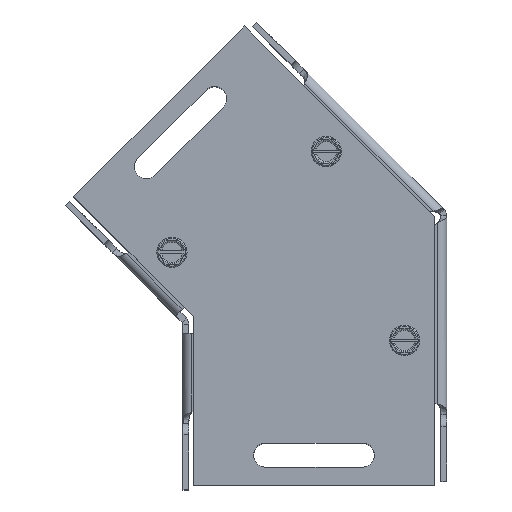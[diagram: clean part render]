
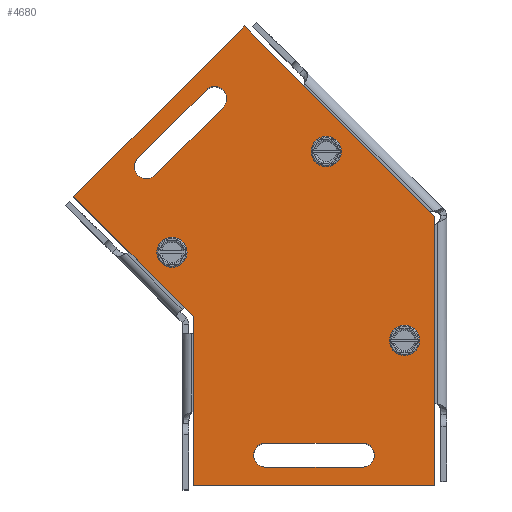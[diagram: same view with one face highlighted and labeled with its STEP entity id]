
A CAD part, top view. The second image highlights one B-rep face of the part: STEP entity #4680.
In plain terms, the highlighted planar face has unit normal (0, 0, 1).
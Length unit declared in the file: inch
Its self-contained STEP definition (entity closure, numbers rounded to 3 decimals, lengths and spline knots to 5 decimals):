
#177=FACE_BOUND('',#703,.T.);
#178=FACE_BOUND('',#704,.T.);
#179=FACE_BOUND('',#705,.T.);
#180=FACE_BOUND('',#706,.T.);
#181=FACE_BOUND('',#707,.T.);
#254=PLANE('',#4975);
#418=FACE_OUTER_BOUND('',#702,.T.);
#702=EDGE_LOOP('',(#3179,#3180,#3181,#3182,#3183,#3184));
#703=EDGE_LOOP('',(#3185,#3186,#3187,#3188));
#704=EDGE_LOOP('',(#3189,#3190,#3191,#3192));
#705=EDGE_LOOP('',(#3193));
#706=EDGE_LOOP('',(#3194));
#707=EDGE_LOOP('',(#3195));
#1028=LINE('',#6711,#1450);
#1032=LINE('',#6722,#1454);
#1036=LINE('',#6735,#1458);
#1040=LINE('',#6746,#1462);
#1042=LINE('',#6766,#1464);
#1046=LINE('',#6774,#1468);
#1049=LINE('',#6780,#1471);
#1052=LINE('',#6786,#1474);
#1055=LINE('',#6792,#1477);
#1058=LINE('',#6797,#1480);
#1450=VECTOR('',#5399,1.);
#1454=VECTOR('',#5411,1.);
#1458=VECTOR('',#5423,1.);
#1462=VECTOR('',#5435,1.);
#1464=VECTOR('',#5457,1.75);
#1468=VECTOR('',#5463,1.75);
#1471=VECTOR('',#5468,2.5);
#1474=VECTOR('',#5473,2.78553);
#1477=VECTOR('',#5478,2.78553);
#1480=VECTOR('',#5483,2.5);
#1870=CIRCLE('',#4944,0.125);
#1872=CIRCLE('',#4948,0.125);
#1874=CIRCLE('',#4952,0.125);
#1876=CIRCLE('',#4956,0.125);
#1878=CIRCLE('',#4960,0.125);
#1880=CIRCLE('',#4963,0.125);
#1882=CIRCLE('',#4966,0.125);
#2036=VERTEX_POINT('',#6701);
#2037=VERTEX_POINT('',#6702);
#2040=VERTEX_POINT('',#6710);
#2042=VERTEX_POINT('',#6716);
#2044=VERTEX_POINT('',#6725);
#2045=VERTEX_POINT('',#6726);
#2048=VERTEX_POINT('',#6734);
#2050=VERTEX_POINT('',#6740);
#2052=VERTEX_POINT('',#6749);
#2054=VERTEX_POINT('',#6754);
#2056=VERTEX_POINT('',#6759);
#2058=VERTEX_POINT('',#6764);
#2059=VERTEX_POINT('',#6765);
#2062=VERTEX_POINT('',#6773);
#2064=VERTEX_POINT('',#6779);
#2066=VERTEX_POINT('',#6785);
#2068=VERTEX_POINT('',#6791);
#2456=EDGE_CURVE('',#2036,#2037,#1870,.T.);
#2460=EDGE_CURVE('',#2040,#2036,#1028,.T.);
#2463=EDGE_CURVE('',#2042,#2040,#1872,.T.);
#2466=EDGE_CURVE('',#2037,#2042,#1032,.T.);
#2468=EDGE_CURVE('',#2044,#2045,#1874,.T.);
#2472=EDGE_CURVE('',#2048,#2044,#1036,.T.);
#2475=EDGE_CURVE('',#2050,#2048,#1876,.T.);
#2478=EDGE_CURVE('',#2045,#2050,#1040,.T.);
#2480=EDGE_CURVE('',#2052,#2052,#1878,.T.);
#2482=EDGE_CURVE('',#2054,#2054,#1880,.T.);
#2484=EDGE_CURVE('',#2056,#2056,#1882,.T.);
#2486=EDGE_CURVE('',#2058,#2059,#1042,.T.);
#2490=EDGE_CURVE('',#2059,#2062,#1046,.T.);
#2493=EDGE_CURVE('',#2062,#2064,#1049,.T.);
#2496=EDGE_CURVE('',#2064,#2066,#1052,.T.);
#2499=EDGE_CURVE('',#2066,#2068,#1055,.T.);
#2502=EDGE_CURVE('',#2068,#2058,#1058,.T.);
#3179=ORIENTED_EDGE('',*,*,#2486,.F.);
#3180=ORIENTED_EDGE('',*,*,#2502,.F.);
#3181=ORIENTED_EDGE('',*,*,#2499,.F.);
#3182=ORIENTED_EDGE('',*,*,#2496,.F.);
#3183=ORIENTED_EDGE('',*,*,#2493,.F.);
#3184=ORIENTED_EDGE('',*,*,#2490,.F.);
#3185=ORIENTED_EDGE('',*,*,#2456,.T.);
#3186=ORIENTED_EDGE('',*,*,#2466,.T.);
#3187=ORIENTED_EDGE('',*,*,#2463,.T.);
#3188=ORIENTED_EDGE('',*,*,#2460,.T.);
#3189=ORIENTED_EDGE('',*,*,#2468,.T.);
#3190=ORIENTED_EDGE('',*,*,#2478,.T.);
#3191=ORIENTED_EDGE('',*,*,#2475,.T.);
#3192=ORIENTED_EDGE('',*,*,#2472,.T.);
#3193=ORIENTED_EDGE('',*,*,#2480,.T.);
#3194=ORIENTED_EDGE('',*,*,#2482,.T.);
#3195=ORIENTED_EDGE('',*,*,#2484,.T.);
#4680=ADVANCED_FACE('',(#418,#177,#178,#179,#180,#181),#254,.T.);
#4944=AXIS2_PLACEMENT_3D('',#6703,#5391,#5392);
#4948=AXIS2_PLACEMENT_3D('',#6717,#5404,#5405);
#4952=AXIS2_PLACEMENT_3D('',#6727,#5415,#5416);
#4956=AXIS2_PLACEMENT_3D('',#6741,#5428,#5429);
#4960=AXIS2_PLACEMENT_3D('',#6750,#5439,#5440);
#4963=AXIS2_PLACEMENT_3D('',#6755,#5445,#5446);
#4966=AXIS2_PLACEMENT_3D('',#6760,#5451,#5452);
#4975=AXIS2_PLACEMENT_3D('',#6800,#5487,#5488);
#5391=DIRECTION('center_axis',(0.,0.,-1.));
#5392=DIRECTION('ref_axis',(-0.707,0.707,0.));
#5399=DIRECTION('',(-0.707,-0.707,0.));
#5404=DIRECTION('center_axis',(0.,0.,-1.));
#5405=DIRECTION('ref_axis',(0.707,-0.707,0.));
#5411=DIRECTION('',(0.707,0.707,0.));
#5415=DIRECTION('center_axis',(0.,0.,-1.));
#5416=DIRECTION('ref_axis',(0.,1.,0.));
#5423=DIRECTION('',(-1.,0.,0.));
#5428=DIRECTION('center_axis',(0.,0.,-1.));
#5429=DIRECTION('ref_axis',(0.,-1.,0.));
#5435=DIRECTION('',(1.,0.,0.));
#5439=DIRECTION('center_axis',(0.,0.,-1.));
#5440=DIRECTION('ref_axis',(-1.,0.,0.));
#5445=DIRECTION('center_axis',(0.,0.,-1.));
#5446=DIRECTION('ref_axis',(-1.,0.,0.));
#5451=DIRECTION('center_axis',(0.,0.,-1.));
#5452=DIRECTION('ref_axis',(-1.,0.,0.));
#5457=DIRECTION('',(0.,1.,0.));
#5463=DIRECTION('',(-0.707,0.707,0.));
#5468=DIRECTION('',(0.707,0.707,0.));
#5473=DIRECTION('',(0.707,-0.707,0.));
#5478=DIRECTION('',(0.,-1.,0.));
#5483=DIRECTION('',(-1.,0.,0.));
#5487=DIRECTION('center_axis',(0.,0.,1.));
#5488=DIRECTION('ref_axis',(1.,0.,0.));
#6701=CARTESIAN_POINT('',(-0.39775,3.20841,0.062));
#6702=CARTESIAN_POINT('',(-0.57452,3.38518,0.062));
#6703=CARTESIAN_POINT('Origin',(-0.48614,3.2968,0.062));
#6710=CARTESIAN_POINT('',(0.30936,3.91551,0.062));
#6711=CARTESIAN_POINT('',(0.00077,3.60692,0.062));
#6716=CARTESIAN_POINT('',(0.13258,4.09229,0.062));
#6717=CARTESIAN_POINT('Origin',(0.22097,4.0039,0.062));
#6722=CARTESIAN_POINT('',(-0.52956,3.43015,0.062));
#6725=CARTESIAN_POINT('',(0.75,0.1875,0.062));
#6726=CARTESIAN_POINT('',(0.75,0.4375,0.062));
#6727=CARTESIAN_POINT('Origin',(0.75,0.3125,0.062));
#6734=CARTESIAN_POINT('',(1.75,0.1875,0.062));
#6735=CARTESIAN_POINT('',(1.31359,0.1875,0.062));
#6740=CARTESIAN_POINT('',(1.75,0.4375,0.062));
#6741=CARTESIAN_POINT('Origin',(1.75,0.3125,0.062));
#6746=CARTESIAN_POINT('',(0.81359,0.4375,0.062));
#6749=CARTESIAN_POINT('',(2.3125,1.5,0.062));
#6750=CARTESIAN_POINT('Origin',(2.1875,1.5,0.062));
#6754=CARTESIAN_POINT('',(1.49502,3.47357,0.062));
#6755=CARTESIAN_POINT('Origin',(1.37002,3.47357,0.062));
#6759=CARTESIAN_POINT('',(-0.09597,2.41291,0.062));
#6760=CARTESIAN_POINT('Origin',(-0.22097,2.41291,0.062));
#6764=CARTESIAN_POINT('',(0.,0.,0.062));
#6765=CARTESIAN_POINT('',(0.,1.75,0.062));
#6766=CARTESIAN_POINT('',(0.,1.75,0.062));
#6773=CARTESIAN_POINT('',(-1.23744,2.98744,0.062));
#6774=CARTESIAN_POINT('',(-1.23744,2.98744,0.062));
#6779=CARTESIAN_POINT('',(0.53033,4.7552,0.062));
#6780=CARTESIAN_POINT('',(0.53033,4.7552,0.062));
#6785=CARTESIAN_POINT('',(2.5,2.78553,0.062));
#6786=CARTESIAN_POINT('',(2.5,2.78553,0.062));
#6791=CARTESIAN_POINT('',(2.5,0.,0.062));
#6792=CARTESIAN_POINT('',(2.5,0.,0.062));
#6797=CARTESIAN_POINT('',(0.,0.,0.062));
#6800=CARTESIAN_POINT('Origin',(0.87717,2.11334,0.062));
